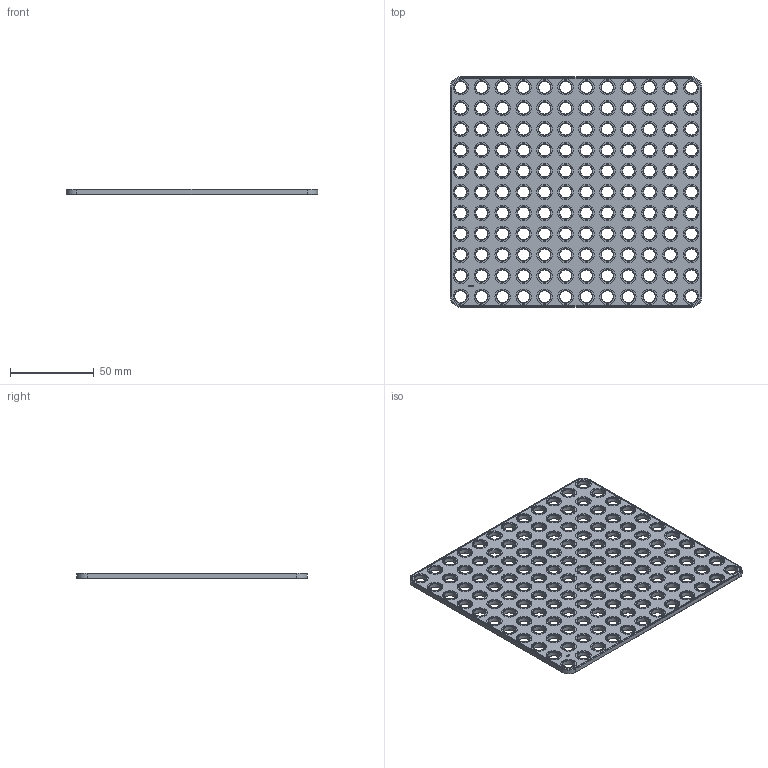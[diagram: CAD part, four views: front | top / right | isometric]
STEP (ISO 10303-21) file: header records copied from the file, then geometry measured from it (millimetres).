
FILE_DESCRIPTION(('FreeCAD Model'),'2;1');
FILE_NAME('Open CASCADE Shape Model','2024-10-08T18:32:18',(''),(''), 'Open CASCADE STEP processor 7.7','FreeCAD','Unknown');
FILE_SCHEMA(('AUTOMOTIVE_DESIGN { 1 0 10303 214 1 1 1 1 }'));
Length unit declared in the file: millimetre
Products named in the file (1): Plate RCT CRNR BU12x11x00.25 - SPN-PLT-0139 (stemfie.org)
Bounding box: 150 x 137.5 x 3.12 mm (x, y, z)
Volume: 45880.6 mm3; surface area: 41545.7 mm2
Topology: 1 solids, 1 shells, 1166 faces, 2720 edges, 1720 vertices
Faces by surface type: plane 460, cylinder 272, cone 272, extrusion 162
Full cylindrical faces by diameter (mm): 7 x132, 9.2 x132
Entity records: 34176 total; most frequent: CARTESIAN_POINT 6921, ORIENTED_EDGE 5440, DIRECTION 5384, EDGE_CURVE 2720, AXIS2_PLACEMENT_3D 1821, VECTOR 1742, VERTEX_POINT 1720, FACE_BOUND 1594
